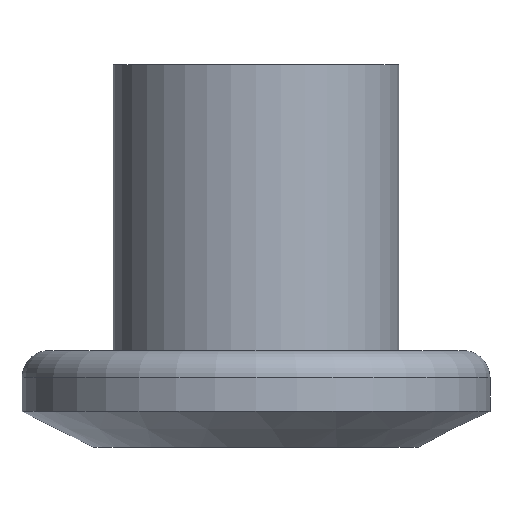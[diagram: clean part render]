
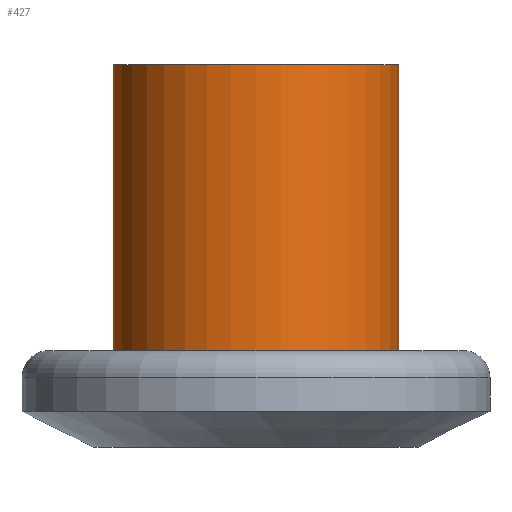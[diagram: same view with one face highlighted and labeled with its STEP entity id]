
A CAD part, front view. The second image highlights one B-rep face of the part: STEP entity #427.
In plain terms, the highlighted cylindrical face has radius 4 mm (diameter 8 mm), a full revolution.
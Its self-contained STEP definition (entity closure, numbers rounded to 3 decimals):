
#86=LINE('',#711,#132);
#132=VECTOR('',#592,4.);
#135=CYLINDRICAL_SURFACE('',#475,4.);
#161=FACE_OUTER_BOUND('',#191,.T.);
#191=EDGE_LOOP('',(#391,#392,#393,#394));
#200=CIRCLE('',#452,4.);
#202=CIRCLE('',#476,4.);
#208=VERTEX_POINT('',#616);
#234=VERTEX_POINT('',#709);
#242=EDGE_CURVE('',#208,#208,#200,.T.);
#287=EDGE_CURVE('',#234,#234,#202,.T.);
#288=EDGE_CURVE('',#234,#208,#86,.T.);
#391=ORIENTED_EDGE('',*,*,#287,.F.);
#392=ORIENTED_EDGE('',*,*,#288,.T.);
#393=ORIENTED_EDGE('',*,*,#242,.F.);
#394=ORIENTED_EDGE('',*,*,#288,.F.);
#427=ADVANCED_FACE('',(#161),#135,.T.);
#452=AXIS2_PLACEMENT_3D('',#617,#499,#500);
#475=AXIS2_PLACEMENT_3D('',#708,#588,#589);
#476=AXIS2_PLACEMENT_3D('',#710,#590,#591);
#499=DIRECTION('center_axis',(0.,0.,-1.));
#500=DIRECTION('ref_axis',(1.,0.,0.));
#588=DIRECTION('center_axis',(0.,0.,1.));
#589=DIRECTION('ref_axis',(1.,0.,0.));
#590=DIRECTION('center_axis',(0.,0.,1.));
#591=DIRECTION('ref_axis',(1.,0.,0.));
#592=DIRECTION('',(0.,0.,-1.));
#616=CARTESIAN_POINT('',(-4.,0.,2.7));
#617=CARTESIAN_POINT('Origin',(0.,0.,2.7));
#708=CARTESIAN_POINT('Origin',(0.,0.,0.));
#709=CARTESIAN_POINT('',(-4.,0.,10.7));
#710=CARTESIAN_POINT('Origin',(0.,0.,10.7));
#711=CARTESIAN_POINT('',(-4.,0.,0.));
